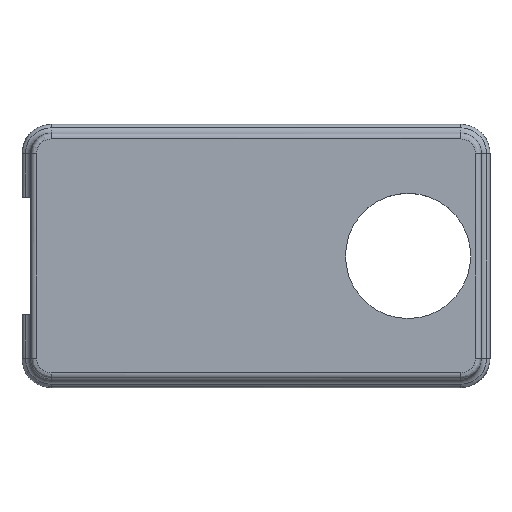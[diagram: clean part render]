
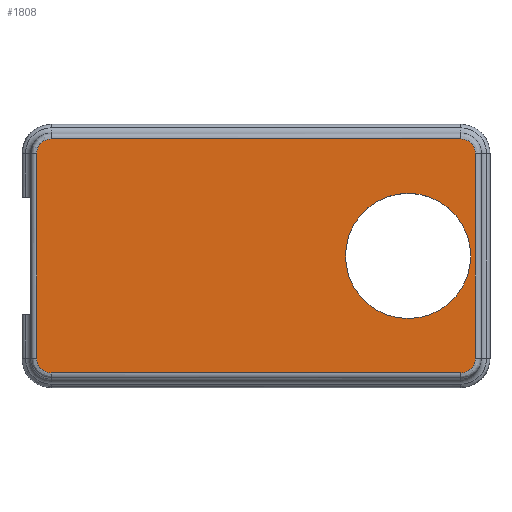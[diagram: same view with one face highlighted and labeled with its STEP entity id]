
A CAD part, top view. The second image highlights one B-rep face of the part: STEP entity #1808.
In plain terms, the highlighted planar face has unit normal (0, 0, 1).
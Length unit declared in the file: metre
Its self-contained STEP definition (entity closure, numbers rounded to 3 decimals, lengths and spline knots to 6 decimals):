
#128=CIRCLE('',#1961,0.0107);
#210=B_SPLINE_CURVE_WITH_KNOTS('',3,(#3787,#3788,#3789,#3790),
 .UNSPECIFIED.,.F.,.F.,(4,4),(0.,1.),.UNSPECIFIED.);
#211=B_SPLINE_CURVE_WITH_KNOTS('',3,(#3793,#3794,#3795,#3796,#3797),
 .UNSPECIFIED.,.F.,.F.,(4,1,4),(0.,0.5,1.),.UNSPECIFIED.);
#212=B_SPLINE_CURVE_WITH_KNOTS('',3,(#3799,#3800,#3801,#3802),
 .UNSPECIFIED.,.F.,.F.,(4,4),(0.,1.),.UNSPECIFIED.);
#213=B_SPLINE_CURVE_WITH_KNOTS('',3,(#3804,#3805,#3806,#3807,#3808),
 .UNSPECIFIED.,.F.,.F.,(4,1,4),(0.,0.5,1.),.UNSPECIFIED.);
#214=B_SPLINE_CURVE_WITH_KNOTS('',3,(#3810,#3811,#3812,#3813),
 .UNSPECIFIED.,.F.,.F.,(4,4),(0.,1.),.UNSPECIFIED.);
#215=B_SPLINE_CURVE_WITH_KNOTS('',3,(#3815,#3816,#3817,#3818,#3819),
 .UNSPECIFIED.,.F.,.F.,(4,1,4),(0.,0.5,1.),.UNSPECIFIED.);
#216=B_SPLINE_CURVE_WITH_KNOTS('',3,(#3821,#3822,#3823,#3824),
 .UNSPECIFIED.,.F.,.F.,(4,4),(0.,1.),.UNSPECIFIED.);
#217=B_SPLINE_CURVE_WITH_KNOTS('',3,(#3826,#3827,#3828,#3829,#3830),
 .UNSPECIFIED.,.F.,.F.,(4,1,4),(0.,0.5,1.),.UNSPECIFIED.);
#642=ORIENTED_EDGE('',*,*,#1025,.F.);
#643=ORIENTED_EDGE('',*,*,#1026,.T.);
#644=ORIENTED_EDGE('',*,*,#1027,.T.);
#645=ORIENTED_EDGE('',*,*,#1028,.T.);
#646=ORIENTED_EDGE('',*,*,#1029,.T.);
#647=ORIENTED_EDGE('',*,*,#1030,.T.);
#648=ORIENTED_EDGE('',*,*,#1031,.T.);
#649=ORIENTED_EDGE('',*,*,#1032,.T.);
#650=ORIENTED_EDGE('',*,*,#1033,.T.);
#1025=EDGE_CURVE('',#1205,#1205,#128,.T.);
#1026=EDGE_CURVE('',#1206,#1207,#210,.T.);
#1027=EDGE_CURVE('',#1207,#1208,#211,.T.);
#1028=EDGE_CURVE('',#1208,#1209,#212,.T.);
#1029=EDGE_CURVE('',#1209,#1210,#213,.T.);
#1030=EDGE_CURVE('',#1210,#1211,#214,.T.);
#1031=EDGE_CURVE('',#1211,#1212,#215,.T.);
#1032=EDGE_CURVE('',#1212,#1213,#216,.T.);
#1033=EDGE_CURVE('',#1213,#1206,#217,.T.);
#1205=VERTEX_POINT('',#3786);
#1206=VERTEX_POINT('',#3791);
#1207=VERTEX_POINT('',#3792);
#1208=VERTEX_POINT('',#3798);
#1209=VERTEX_POINT('',#3803);
#1210=VERTEX_POINT('',#3809);
#1211=VERTEX_POINT('',#3814);
#1212=VERTEX_POINT('',#3820);
#1213=VERTEX_POINT('',#3825);
#1544=EDGE_LOOP('',(#642));
#1545=EDGE_LOOP('',(#643,#644,#645,#646,#647,#648,#649,#650));
#1655=FACE_BOUND('',#1544,.T.);
#1656=FACE_BOUND('',#1545,.T.);
#1712=PLANE('',#1960);
#1808=ADVANCED_FACE('',(#1655,#1656),#1712,.T.);
#1960=AXIS2_PLACEMENT_3D('',#3784,#2332,#2333);
#1961=AXIS2_PLACEMENT_3D('',#3785,#2334,#2335);
#2332=DIRECTION('',(0.,0.,1.));
#2333=DIRECTION('',(1.,0.,0.));
#2334=DIRECTION('',(0.,0.,1.));
#2335=DIRECTION('',(1.,0.,0.));
#3784=CARTESIAN_POINT('',(0.012,0.,0.018));
#3785=CARTESIAN_POINT('',(0.038,0.,0.018));
#3786=CARTESIAN_POINT('',(0.0487,0.,0.018));
#3787=CARTESIAN_POINT('',(0.0495,-0.0175,0.018));
#3788=CARTESIAN_POINT('',(0.0495,-0.005833,0.018));
#3789=CARTESIAN_POINT('',(0.0495,0.005833,0.018));
#3790=CARTESIAN_POINT('',(0.0495,0.0175,0.018));
#3791=CARTESIAN_POINT('',(0.0495,-0.0175,0.018));
#3792=CARTESIAN_POINT('',(0.0495,0.0175,0.018));
#3793=CARTESIAN_POINT('',(0.0495,0.0175,0.018));
#3794=CARTESIAN_POINT('',(0.0495,0.018154,0.018));
#3795=CARTESIAN_POINT('',(0.048958,0.019459,0.018));
#3796=CARTESIAN_POINT('',(0.047654,0.02,0.018));
#3797=CARTESIAN_POINT('',(0.047,0.02,0.018));
#3798=CARTESIAN_POINT('',(0.047,0.02,0.018));
#3799=CARTESIAN_POINT('',(0.047,0.02,0.018));
#3800=CARTESIAN_POINT('',(0.023667,0.02,0.018));
#3801=CARTESIAN_POINT('',(0.000333,0.02,0.018));
#3802=CARTESIAN_POINT('',(-0.023,0.02,0.018));
#3803=CARTESIAN_POINT('',(-0.023,0.02,0.018));
#3804=CARTESIAN_POINT('',(-0.023,0.02,0.018));
#3805=CARTESIAN_POINT('',(-0.023654,0.02,0.018));
#3806=CARTESIAN_POINT('',(-0.024959,0.019458,0.018));
#3807=CARTESIAN_POINT('',(-0.0255,0.018154,0.018));
#3808=CARTESIAN_POINT('',(-0.0255,0.0175,0.018));
#3809=CARTESIAN_POINT('',(-0.0255,0.0175,0.018));
#3810=CARTESIAN_POINT('',(-0.0255,0.0175,0.018));
#3811=CARTESIAN_POINT('',(-0.0255,0.005833,0.018));
#3812=CARTESIAN_POINT('',(-0.0255,-0.005833,0.018));
#3813=CARTESIAN_POINT('',(-0.0255,-0.0175,0.018));
#3814=CARTESIAN_POINT('',(-0.0255,-0.0175,0.018));
#3815=CARTESIAN_POINT('',(-0.0255,-0.0175,0.018));
#3816=CARTESIAN_POINT('',(-0.0255,-0.018154,0.018));
#3817=CARTESIAN_POINT('',(-0.024958,-0.019459,0.018));
#3818=CARTESIAN_POINT('',(-0.023654,-0.02,0.018));
#3819=CARTESIAN_POINT('',(-0.023,-0.02,0.018));
#3820=CARTESIAN_POINT('',(-0.023,-0.02,0.018));
#3821=CARTESIAN_POINT('',(-0.023,-0.02,0.018));
#3822=CARTESIAN_POINT('',(0.000333,-0.02,0.018));
#3823=CARTESIAN_POINT('',(0.023667,-0.02,0.018));
#3824=CARTESIAN_POINT('',(0.047,-0.02,0.018));
#3825=CARTESIAN_POINT('',(0.047,-0.02,0.018));
#3826=CARTESIAN_POINT('',(0.047,-0.02,0.018));
#3827=CARTESIAN_POINT('',(0.047654,-0.02,0.018));
#3828=CARTESIAN_POINT('',(0.048959,-0.019458,0.018));
#3829=CARTESIAN_POINT('',(0.0495,-0.018154,0.018));
#3830=CARTESIAN_POINT('',(0.0495,-0.0175,0.018));
